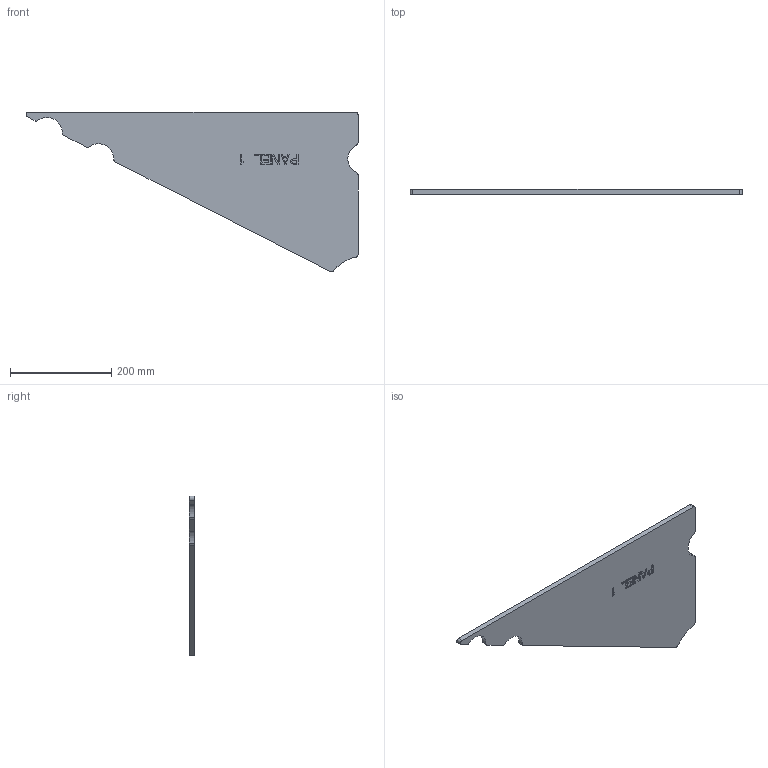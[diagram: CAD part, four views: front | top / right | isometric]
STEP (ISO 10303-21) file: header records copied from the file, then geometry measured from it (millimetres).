
FILE_DESCRIPTION(('Open CASCADE Model'),'2;1');
FILE_NAME('Open CASCADE Shape Model','2021-04-08T10:47:16',('Author'),( 'Open CASCADE'),'Open CASCADE STEP processor 7.4','Open CASCADE 7.4' ,'Unknown');
FILE_SCHEMA(('CONFIG_CONTROL_DESIGN'));
Length unit declared in the file: millimetre
Products named in the file (1): 0000036057 54
Bounding box: 656.54 x 11 x 316.1 mm (x, y, z)
Volume: 1112878.6 mm3; surface area: 240309 mm2
Topology: 1 solids, 1 shells, 100 faces, 270 edges, 180 vertices
Faces by surface type: plane 86, cylinder 14
Entity records: 6676 total; most frequent: CARTESIAN_POINT 1139, DIRECTION 1032, LINE 754, VECTOR 754, ORIENTED_EDGE 540, PCURVE 540, DEFINITIONAL_REPRESENTATION 540, EDGE_CURVE 270
